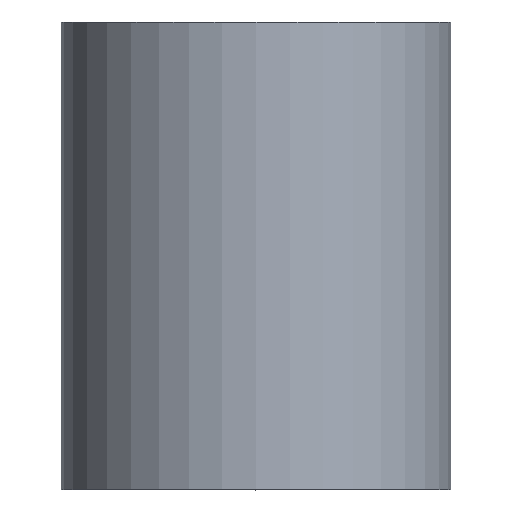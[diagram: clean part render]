
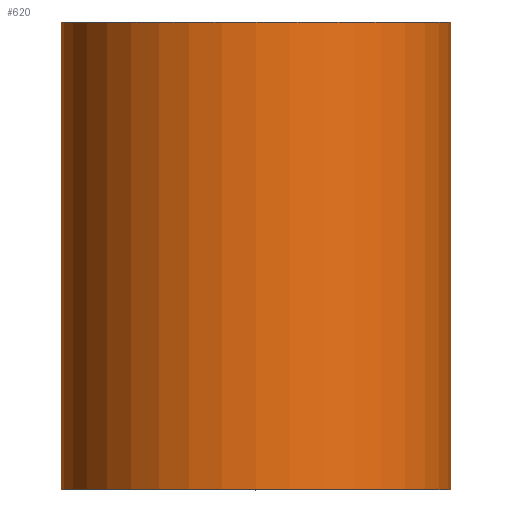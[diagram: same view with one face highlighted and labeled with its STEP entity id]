
A CAD part, top view. The second image highlights one B-rep face of the part: STEP entity #620.
In plain terms, the highlighted cylindrical face has radius 12.5 mm (diameter 25 mm), a partial arc.
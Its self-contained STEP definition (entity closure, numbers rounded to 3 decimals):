
#348=EDGE_CURVE('',#396,#438,#810,.T.);
#396=VERTEX_POINT('',#863);
#438=VERTEX_POINT('',#909);
#458=EDGE_CURVE('',#498,#480,#931,.T.);
#480=VERTEX_POINT('',#955);
#498=VERTEX_POINT('',#974);
#554=EDGE_CURVE('',#498,#438,#1040,.T.);
#592=EDGE_CURVE('',#396,#480,#1083,.T.);
#620=ADVANCED_FACE('',(#1118),#1119,.T.);
#810=LINE('',#1350,#1351);
#863=CARTESIAN_POINT('',(-12.5,30.0,0.));
#909=CARTESIAN_POINT('',(-12.5,0.0,0.));
#931=LINE('',#1504,#1505);
#955=CARTESIAN_POINT('',(12.5,30.0,0.0));
#974=CARTESIAN_POINT('',(12.5,0.0,0.0));
#1040=CIRCLE('',#1646,12.5);
#1083=CIRCLE('',#1700,12.5);
#1118=FACE_OUTER_BOUND('',#1741,.T.);
#1119=CYLINDRICAL_SURFACE('',#1742,12.5);
#1350=CARTESIAN_POINT('',(-12.5,15.0,0.));
#1351=VECTOR('',#1982,1.0);
#1504=CARTESIAN_POINT('',(12.5,15.0,0.));
#1505=VECTOR('',#2118,1.0);
#1646=AXIS2_PLACEMENT_3D('',#2251,#2252,#2253);
#1700=AXIS2_PLACEMENT_3D('',#2299,#2300,#2301);
#1741=EDGE_LOOP('',(#2355,#2356,#2357,#2358));
#1742=AXIS2_PLACEMENT_3D('',#2359,#2360,#2361);
#1982=DIRECTION('',(-0.0,-1.0,-0.0));
#2118=DIRECTION('',(0.0,1.0,0.0));
#2251=CARTESIAN_POINT('',(0.0,0.0,0.0));
#2252=DIRECTION('',(0.0,-1.0,0.0));
#2253=DIRECTION('',(1.0,0.0,0.0));
#2299=CARTESIAN_POINT('',(0.0,30.0,0.0));
#2300=DIRECTION('',(-0.0,1.0,0.0));
#2301=DIRECTION('',(1.0,0.0,0.0));
#2355=ORIENTED_EDGE('',*,*,#458,.T.);
#2356=ORIENTED_EDGE('',*,*,#592,.F.);
#2357=ORIENTED_EDGE('',*,*,#348,.T.);
#2358=ORIENTED_EDGE('',*,*,#554,.F.);
#2359=CARTESIAN_POINT('',(0.0,15.0,0.0));
#2360=DIRECTION('',(0.0,-1.0,-0.0));
#2361=DIRECTION('',(1.0,0.0,0.0));
